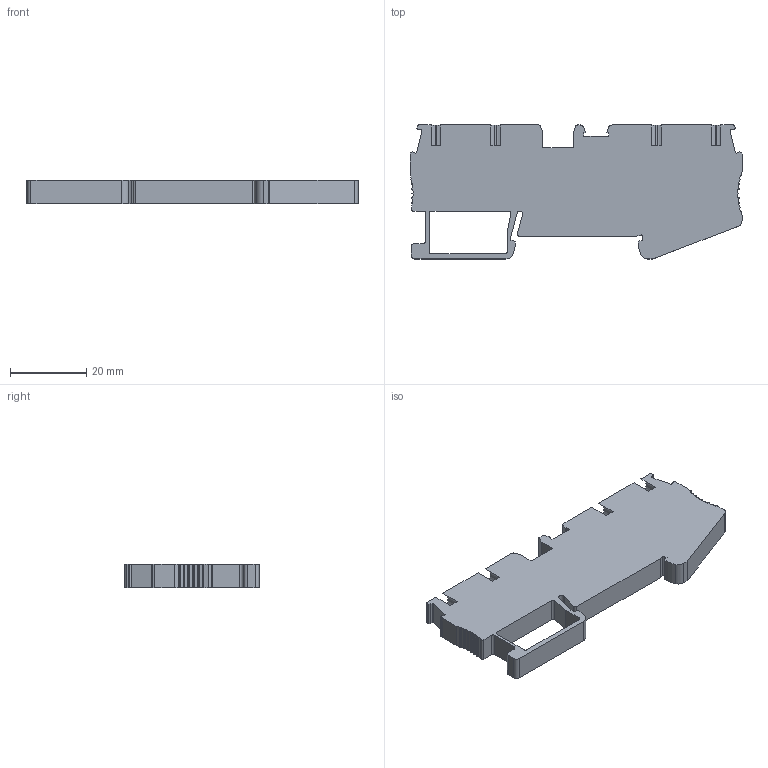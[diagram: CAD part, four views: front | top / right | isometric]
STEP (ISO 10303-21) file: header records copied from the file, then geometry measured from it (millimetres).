
FILE_DESCRIPTION((''),'2;1');
FILE_NAME('UJ5-4_2_2','2023-05-18T',('ASUS'),(''),'PRO/ENGINEER BY PARAMETRIC TECHNOLOGY CORPORATION, 2013230','PRO/ENGINEER BY PARAMETRIC TECHNOLOGY CORPORATION, 2013230','');
FILE_SCHEMA(('CONFIG_CONTROL_DESIGN'));
Length unit declared in the file: millimetre
Products named in the file (1): UJ5-4_2_2
Bounding box: 87.2 x 35.2 x 6.2 mm (x, y, z)
Volume: 13749.7 mm3; surface area: 7493.6 mm2
Topology: 1 solids, 1 shells, 190 faces, 598 edges, 414 vertices
Faces by surface type: plane 116, cylinder 74
Entity records: 8613 total; most frequent: CARTESIAN_POINT 1233, ORIENTED_EDGE 1196, DIRECTION 1159, PRESENTATION_STYLE_ASSIGNMENT 599, STYLED_ITEM 599, CURVE_STYLE 598, EDGE_CURVE 598, VERTEX_POINT 414
